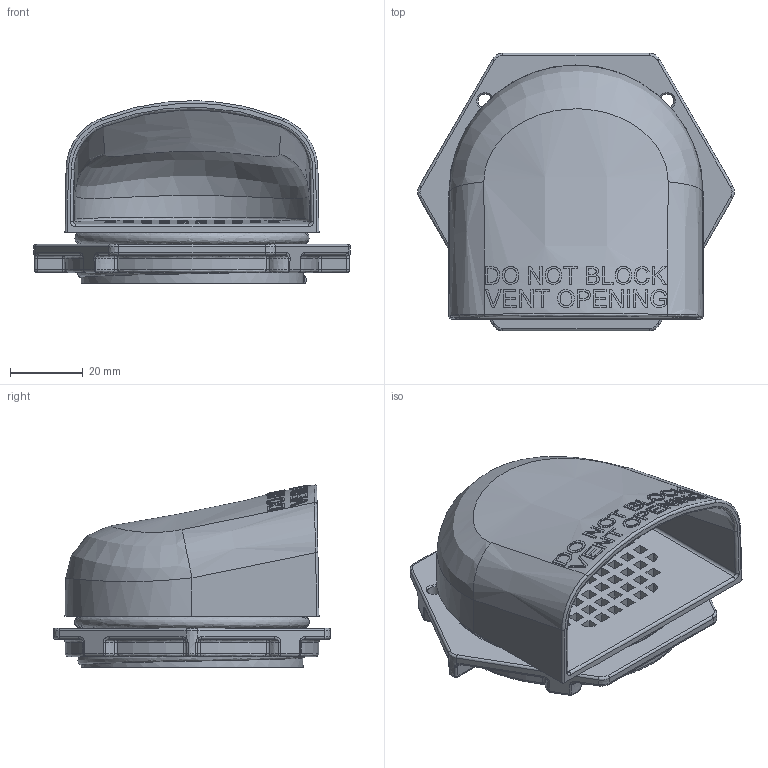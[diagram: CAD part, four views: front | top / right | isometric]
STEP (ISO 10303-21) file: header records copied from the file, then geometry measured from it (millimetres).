
FILE_DESCRIPTION (( 'STEP AP214' ), '1' );
FILE_NAME ('REAHV-60.STEP', '2020-10-19T21:42:56', ( '' ), ( '' ), 'SwSTEP 2.0', 'SolidWorks 2019', '' );
FILE_SCHEMA (( 'AUTOMOTIVE_DESIGN' ));
Length unit declared in the file: inch
Products named in the file (1): REAHV-60
Bounding box: 87.06 x 76.28 x 50.1 mm (x, y, z)
Volume: 46523.8 mm3; surface area: 40272.5 mm2
Topology: 3 solids, 3 shells, 1328 faces, 3349 edges, 2057 vertices
Faces by surface type: plane 525, cylinder 431, bspline 335, cone 37
Full cylindrical faces by diameter (mm): 3.806 x1
Entity records: 54052 total; most frequent: CARTESIAN_POINT 26723, ORIENTED_EDGE 6620, DIRECTION 3776, EDGE_CURVE 3310, VERTEX_POINT 2039, B_SPLINE_CURVE_WITH_KNOTS 1616, EDGE_LOOP 1565, VECTOR 1452
